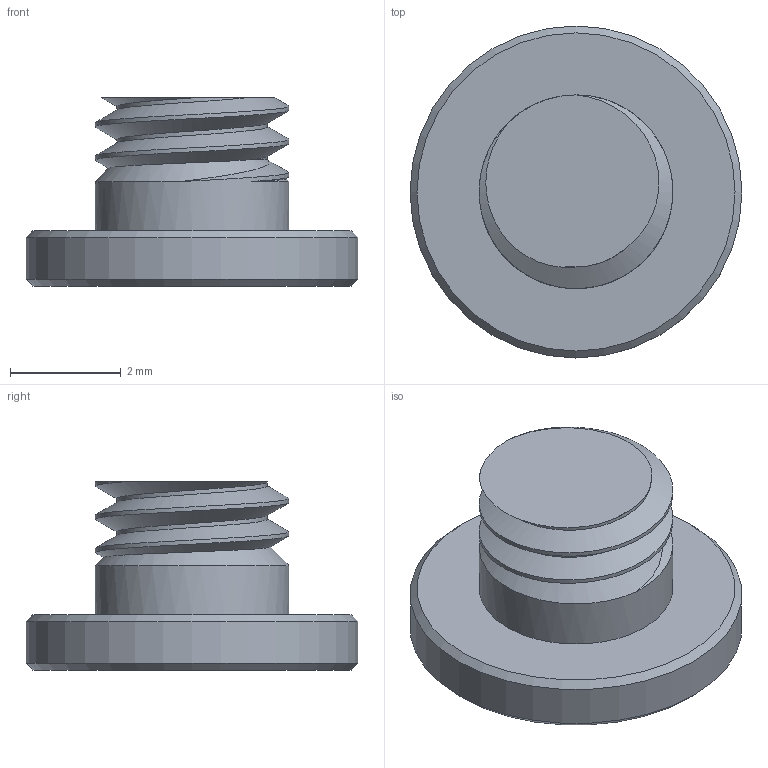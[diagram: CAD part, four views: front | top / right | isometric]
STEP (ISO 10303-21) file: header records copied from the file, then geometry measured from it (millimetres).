
FILE_DESCRIPTION(/* description */ (''),/* implementation_level */ '2;1');
FILE_NAME(/* name */ '90358A121_SCREW6x.step',/* time_stamp */ '2023-01-05T18:38:59-05:00',/* author */ (''),/* organization */ (''),/* preprocessor_version */ 'ST-DEVELOPER v19.2',/* originating_system */ 'Autodesk Translation Framework v11.17.0.187',/* authorisation */ '');
FILE_SCHEMA (('AUTOMOTIVE_DESIGN { 1 0 10303 214 3 1 1 }'));
Length unit declared in the file: millimetre
Products named in the file (1): 90358A121_Ultra-Low-Profile Socket Head Screw
Bounding box: 6 x 6 x 3.4 mm (x, y, z)
Volume: 45.7 mm3; surface area: 110.7 mm2
Topology: 1 solids, 1 shells, 31 faces, 66 edges, 39 vertices
Faces by surface type: cone 11, plane 10, cylinder 8, bspline 2
Full cylindrical faces by diameter (mm): 2.721 x1, 3.5 x3, 6 x1
Entity records: 1792 total; most frequent: CARTESIAN_POINT 1142, ORIENTED_EDGE 132, DIRECTION 119, EDGE_CURVE 66, AXIS2_PLACEMENT_3D 48, VERTEX_POINT 39, EDGE_LOOP 33, FACE_OUTER_BOUND 31
